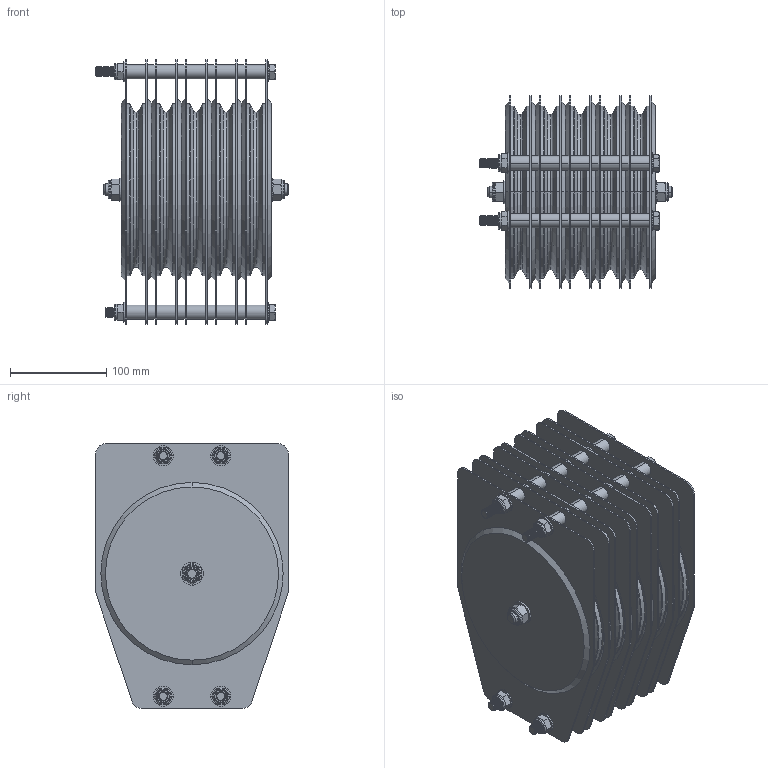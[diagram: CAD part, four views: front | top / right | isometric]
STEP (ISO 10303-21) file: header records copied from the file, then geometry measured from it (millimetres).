
FILE_DESCRIPTION (( 'STEP AP203' ), '1' );
FILE_NAME ('T42834.STEP', '2018-07-24T13:18:48', ( '' ), ( '' ), 'SwSTEP 2.0', 'SolidWorks 2016', '' );
FILE_SCHEMA (( 'CONFIG_CONTROL_DESIGN' ));
Length unit declared in the file: millimetre
Products named in the file (13): TH1096; TH1320; B Washer_Bright washer BS 4320 - M12 (Form B); T42834_LABEL; Hex Bolt_ISO 4016 - M10 x 170 x 32-WS; T42834; Hex Bolt_ISO 4016 - M10 x 180 x 32-WS; SW3dPS-nyloc nut, st stl a2 iso_M10 NYLOC; TH1143_180mm DIA; TH1090; TH1089; B Washer_Bright washer BS 4320 - M10 (Form B); SW3dPS-nyloc nut, st stl a2 iso_M12 NYLOC
Assembly tree (73 placements, depth 2):
  T42834
    TH1320  x10
    TH1143_180mm DIA  x5
    TH1090  x20
    B Washer_Bright washer BS 4320 - M10 (Form B)  x8
    TH1089  x16
    TH1096
    B Washer_Bright washer BS 4320 - M12 (Form B)  x2
    SW3dPS-nyloc nut, st stl a2 iso_M12 NYLOC  x2
    SW3dPS-nyloc nut, st stl a2 iso_M10 NYLOC  x4
    Hex Bolt_ISO 4016 - M10 x 180 x 32-WS  x2
    Hex Bolt_ISO 4016 - M10 x 170 x 32-WS  x2
    T42834_LABEL
Bounding box: 200.75 x 200 x 275 mm (x, y, z)
Volume: 3881270.9 mm3; surface area: 1473952.7 mm2
Topology: 73 solids, 73 shells, 2620 faces, 6568 edges, 4227 vertices
Faces by surface type: plane 1023, cylinder 617, cone 570, bspline 366, torus 44
Entity records: 66821 total; most frequent: CARTESIAN_POINT 26825, ORIENTED_EDGE 8236, DIRECTION 6590, EDGE_CURVE 4118, VERTEX_POINT 2687, LINE 2598, VECTOR 2598, AXIS2_PLACEMENT_3D 1996
